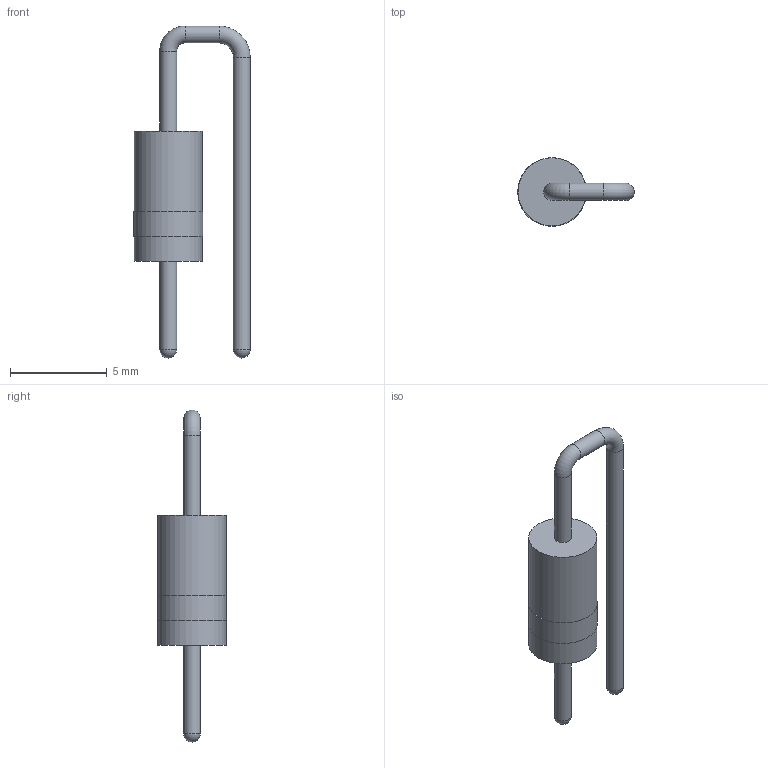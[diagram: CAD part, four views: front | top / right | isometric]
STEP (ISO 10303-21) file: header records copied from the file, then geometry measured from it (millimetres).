
FILE_DESCRIPTION(('FreeCAD Model'),'2;1');
FILE_NAME('Open CASCADE Shape Model','2024-02-20T14:19:14',('Author'),( ''),'Open CASCADE STEP processor 7.6','FreeCAD','Unknown');
FILE_SCHEMA(('AUTOMOTIVE_DESIGN { 1 0 10303 214 1 1 1 1 }'));
Length unit declared in the file: millimetre
Products named in the file (5): P6KE200; BotPin; TopPin; Body; Mark
Assembly tree (4 placements, depth 2):
  P6KE200
    BotPin
    TopPin
    Body
    Mark
Bounding box: 6.03 x 3.56 x 17.19 mm (x, y, z)
Volume: 96.9 mm3; surface area: 212.1 mm2
Topology: 4 solids, 4 shells, 16 faces, 24 edges, 14 vertices
Faces by surface type: cylinder 6, plane 6, sphere 2, torus 2
Full cylindrical faces by diameter (mm): 0.88 x4, 3.53 x1, 3.56 x1
Entity records: 466 total; most frequent: DIRECTION 80, CARTESIAN_POINT 57, ORIENTED_EDGE 44, AXIS2_PLACEMENT_3D 37, EDGE_CURVE 22, ADVANCED_FACE 16, FACE_BOUND 16, EDGE_LOOP 16
